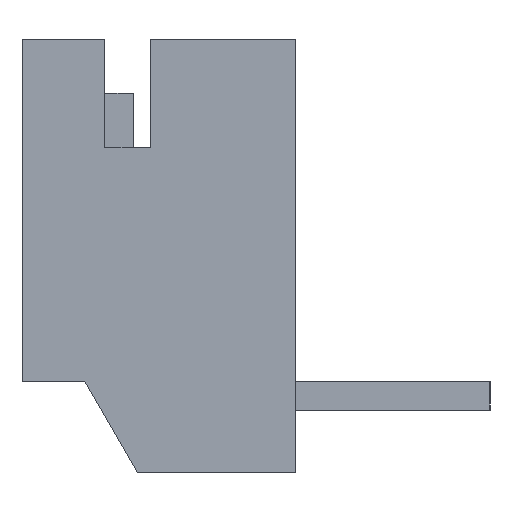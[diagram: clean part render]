
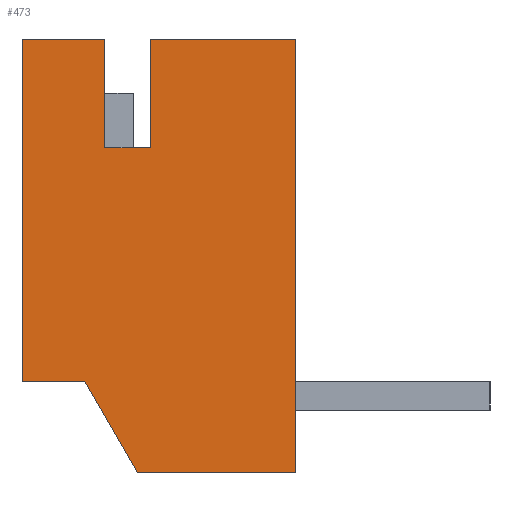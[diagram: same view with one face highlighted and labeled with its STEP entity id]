
A CAD part, left-side view. The second image highlights one B-rep face of the part: STEP entity #473.
In plain terms, the highlighted planar face has unit normal (-1, 0, 0).
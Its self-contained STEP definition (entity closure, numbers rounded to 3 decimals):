
#172 = VERTEX_POINT ( 'NONE', #1557 ) ;
#174 = EDGE_CURVE ( 'NONE', #2682, #172, #1556, .T. ) ;
#322 = EDGE_CURVE ( 'NONE', #172, #1847, #1621, .T. ) ;
#442 = VERTEX_POINT ( 'NONE', #2083 ) ;
#444 = EDGE_CURVE ( 'NONE', #1852, #442, #2082, .T. ) ;
#463 = ORIENTED_EDGE ( 'NONE', *, *, #464, .T. ) ;
#464 = EDGE_CURVE ( 'NONE', #518, #2659, #2020, .T. ) ;
#465 = ORIENTED_EDGE ( 'NONE', *, *, #2658, .T. ) ;
#466 = ORIENTED_EDGE ( 'NONE', *, *, #2684, .T. ) ;
#470 = ORIENTED_EDGE ( 'NONE', *, *, #444, .T. ) ;
#471 = ORIENTED_EDGE ( 'NONE', *, *, #472, .T. ) ;
#472 = EDGE_CURVE ( 'NONE', #442, #518, #2272, .T. ) ;
#473 = ADVANCED_FACE ( 'NONE', ( #2268 ), #2465, .T. ) ;
#474 = EDGE_LOOP ( 'NONE', ( #475, #476, #477, #478, #479, #470, #471, #463, #465, #466 ) ) ;
#475 = ORIENTED_EDGE ( 'NONE', *, *, #174, .T. ) ;
#476 = ORIENTED_EDGE ( 'NONE', *, *, #322, .T. ) ;
#477 = ORIENTED_EDGE ( 'NONE', *, *, #1850, .T. ) ;
#478 = ORIENTED_EDGE ( 'NONE', *, *, #1891, .T. ) ;
#479 = ORIENTED_EDGE ( 'NONE', *, *, #1872, .T. ) ;
#518 = VERTEX_POINT ( 'NONE', #2479 ) ;
#1108 = VERTEX_POINT ( 'NONE', #3644 ) ;
#1553 = DIRECTION ( 'NONE',  ( 0., 0., 1. ) ) ;
#1554 = VECTOR ( 'NONE', #1553, 1000. ) ;
#1555 = CARTESIAN_POINT ( 'NONE',  ( -24.7, -6., 12.15 ) ) ;
#1556 = LINE ( 'NONE', #1555, #1554 ) ;
#1557 = CARTESIAN_POINT ( 'NONE',  ( -24.7, -6., 15.95 ) ) ;
#1618 = DIRECTION ( 'NONE',  ( 0., 1., 0. ) ) ;
#1619 = VECTOR ( 'NONE', #1618, 1000. ) ;
#1620 = CARTESIAN_POINT ( 'NONE',  ( -24.7, -3.6, 15.95 ) ) ;
#1621 = LINE ( 'NONE', #1620, #1619 ) ;
#1847 = VERTEX_POINT ( 'NONE', #4092 ) ;
#1850 = EDGE_CURVE ( 'NONE', #1847, #1108, #4087, .T. ) ;
#1852 = VERTEX_POINT ( 'NONE', #4077 ) ;
#1872 = EDGE_CURVE ( 'NONE', #2609, #1852, #4391, .T. ) ;
#1891 = EDGE_CURVE ( 'NONE', #1108, #2609, #4285, .T. ) ;
#2017 = DIRECTION ( 'NONE',  ( 0., -1., 0. ) ) ;
#2018 = VECTOR ( 'NONE', #2017, 1000. ) ;
#2019 = CARTESIAN_POINT ( 'NONE',  ( -24.7, -3.6, 9.95 ) ) ;
#2020 = LINE ( 'NONE', #2019, #2018 ) ;
#2079 = DIRECTION ( 'NONE',  ( 0., 1., 0. ) ) ;
#2080 = VECTOR ( 'NONE', #2079, 1000. ) ;
#2081 = CARTESIAN_POINT ( 'NONE',  ( -24.7, -3.6, 15.95 ) ) ;
#2082 = LINE ( 'NONE', #2081, #2080 ) ;
#2083 = CARTESIAN_POINT ( 'NONE',  ( -24.7, -1.2, 15.95 ) ) ;
#2268 = FACE_OUTER_BOUND ( 'NONE', #474, .T. ) ;
#2269 = DIRECTION ( 'NONE',  ( 0., 0., -1. ) ) ;
#2270 = VECTOR ( 'NONE', #2269, 1000. ) ;
#2271 = CARTESIAN_POINT ( 'NONE',  ( -24.7, -1.2, 12.95 ) ) ;
#2272 = LINE ( 'NONE', #2271, #2270 ) ;
#2461 = DIRECTION ( 'NONE',  ( 0., -1., 0. ) ) ;
#2462 = DIRECTION ( 'NONE',  ( -1., 0., 0. ) ) ;
#2463 = CARTESIAN_POINT ( 'NONE',  ( -24.7, -1.2, 8.35 ) ) ;
#2464 = AXIS2_PLACEMENT_3D ( 'NONE', #2463, #2462, #2461 ) ;
#2465 = PLANE ( 'NONE',  #2464 ) ;
#2479 = CARTESIAN_POINT ( 'NONE',  ( -24.7, -1.2, 9.95 ) ) ;
#2609 = VERTEX_POINT ( 'NONE', #4678 ) ;
#2656 = VERTEX_POINT ( 'NONE', #4644 ) ;
#2658 = EDGE_CURVE ( 'NONE', #2659, #2656, #4499, .T. ) ;
#2659 = VERTEX_POINT ( 'NONE', #4495 ) ;
#2682 = VERTEX_POINT ( 'NONE', #4695 ) ;
#2684 = EDGE_CURVE ( 'NONE', #2656, #2682, #4694, .T. ) ;
#3644 = CARTESIAN_POINT ( 'NONE',  ( -24.7, -3.45, 14.05 ) ) ;
#4077 = CARTESIAN_POINT ( 'NONE',  ( -24.7, -2.65, 15.95 ) ) ;
#4084 = DIRECTION ( 'NONE',  ( 0., 0., -1. ) ) ;
#4085 = VECTOR ( 'NONE', #4084, 1000. ) ;
#4086 = CARTESIAN_POINT ( 'NONE',  ( -24.7, -3.45, 12.15 ) ) ;
#4087 = LINE ( 'NONE', #4086, #4085 ) ;
#4092 = CARTESIAN_POINT ( 'NONE',  ( -24.7, -3.45, 15.95 ) ) ;
#4282 = DIRECTION ( 'NONE',  ( 0., 1., 0. ) ) ;
#4283 = VECTOR ( 'NONE', #4282, 1000. ) ;
#4284 = CARTESIAN_POINT ( 'NONE',  ( -24.7, -3.6, 14.05 ) ) ;
#4285 = LINE ( 'NONE', #4284, #4283 ) ;
#4388 = DIRECTION ( 'NONE',  ( 0., 0., 1. ) ) ;
#4389 = VECTOR ( 'NONE', #4388, 1000. ) ;
#4390 = CARTESIAN_POINT ( 'NONE',  ( -24.7, -2.65, 12.15 ) ) ;
#4391 = LINE ( 'NONE', #4390, #4389 ) ;
#4392 = CARTESIAN_POINT ( 'NONE',  ( -24.7, -3.6, 8.35 ) ) ;
#4495 = CARTESIAN_POINT ( 'NONE',  ( -24.7, -2.3, 9.95 ) ) ;
#4496 = DIRECTION ( 'NONE',  ( 0., -0.5, -0.866 ) ) ;
#4497 = VECTOR ( 'NONE', #4496, 1000. ) ;
#4498 = CARTESIAN_POINT ( 'NONE',  ( -24.7, -2.3, 9.95 ) ) ;
#4499 = LINE ( 'NONE', #4498, #4497 ) ;
#4644 = CARTESIAN_POINT ( 'NONE',  ( -24.7, -3.224, 8.35 ) ) ;
#4678 = CARTESIAN_POINT ( 'NONE',  ( -24.7, -2.65, 14.05 ) ) ;
#4694 = LINE ( 'NONE', #4392, #4714 ) ;
#4695 = CARTESIAN_POINT ( 'NONE',  ( -24.7, -6., 8.35 ) ) ;
#4713 = DIRECTION ( 'NONE',  ( 0., -1., 0. ) ) ;
#4714 = VECTOR ( 'NONE', #4713, 1000. ) ;
